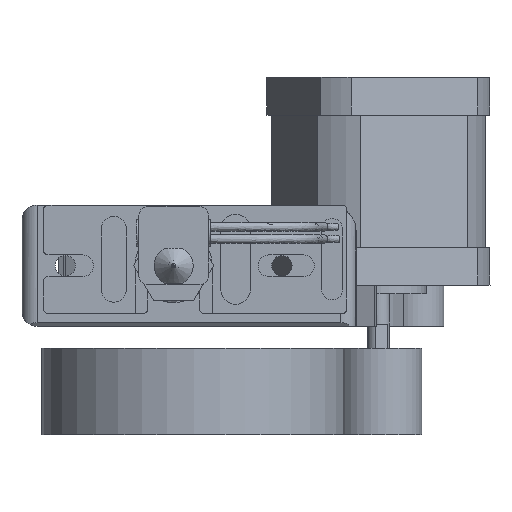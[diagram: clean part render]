
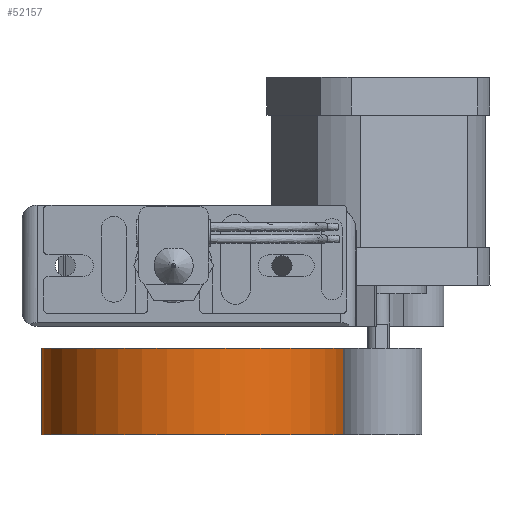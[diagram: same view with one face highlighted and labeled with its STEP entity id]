
A CAD part, front view. The second image highlights one B-rep face of the part: STEP entity #52157.
In plain terms, the highlighted cylindrical face has radius 35 mm (diameter 70 mm), a full revolution.
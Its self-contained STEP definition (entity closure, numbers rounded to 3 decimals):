
#52157 = ADVANCED_FACE('',(#52158),#52171,.T.);
#52158 = FACE_BOUND('',#52159,.T.);
#52159 = EDGE_LOOP('',(#52160,#52194,#52217,#52244));
#52160 = ORIENTED_EDGE('',*,*,#52161,.F.);
#52161 = EDGE_CURVE('',#52162,#52162,#52164,.T.);
#52162 = VERTEX_POINT('',#52163);
#52163 = CARTESIAN_POINT('',(39.6,38.,-5.));
#52164 = SURFACE_CURVE('',#52165,(#52170,#52182),.PCURVE_S1.);
#52165 = CIRCLE('',#52166,35.);
#52166 = AXIS2_PLACEMENT_3D('',#52167,#52168,#52169);
#52167 = CARTESIAN_POINT('',(4.6,38.,-5.));
#52168 = DIRECTION('',(0.,0.,1.));
#52169 = DIRECTION('',(1.,0.,0.));
#52170 = PCURVE('',#52171,#52176);
#52171 = CYLINDRICAL_SURFACE('',#52172,35.);
#52172 = AXIS2_PLACEMENT_3D('',#52173,#52174,#52175);
#52173 = CARTESIAN_POINT('',(4.6,38.,-25.));
#52174 = DIRECTION('',(0.,0.,1.));
#52175 = DIRECTION('',(1.,0.,0.));
#52176 = DEFINITIONAL_REPRESENTATION('',(#52177),#52181);
#52177 = LINE('',#52178,#52179);
#52178 = CARTESIAN_POINT('',(0.,20.));
#52179 = VECTOR('',#52180,1.);
#52180 = DIRECTION('',(1.,0.));
#52181 = ( GEOMETRIC_REPRESENTATION_CONTEXT(2) 
PARAMETRIC_REPRESENTATION_CONTEXT() REPRESENTATION_CONTEXT('2D SPACE',''
  ) );
#52182 = PCURVE('',#52183,#52188);
#52183 = PLANE('',#52184);
#52184 = AXIS2_PLACEMENT_3D('',#52185,#52186,#52187);
#52185 = CARTESIAN_POINT('',(4.6,38.,-5.));
#52186 = DIRECTION('',(0.,0.,1.));
#52187 = DIRECTION('',(1.,0.,0.));
#52188 = DEFINITIONAL_REPRESENTATION('',(#52189),#52193);
#52189 = CIRCLE('',#52190,35.);
#52190 = AXIS2_PLACEMENT_2D('',#52191,#52192);
#52191 = CARTESIAN_POINT('',(0.,0.));
#52192 = DIRECTION('',(1.,0.));
#52193 = ( GEOMETRIC_REPRESENTATION_CONTEXT(2) 
PARAMETRIC_REPRESENTATION_CONTEXT() REPRESENTATION_CONTEXT('2D SPACE',''
  ) );
#52194 = ORIENTED_EDGE('',*,*,#52195,.F.);
#52195 = EDGE_CURVE('',#52196,#52162,#52198,.T.);
#52196 = VERTEX_POINT('',#52197);
#52197 = CARTESIAN_POINT('',(39.6,38.,-25.));
#52198 = SEAM_CURVE('',#52199,(#52203,#52210),.PCURVE_S1.);
#52199 = LINE('',#52200,#52201);
#52200 = CARTESIAN_POINT('',(39.6,38.,-25.));
#52201 = VECTOR('',#52202,1.);
#52202 = DIRECTION('',(0.,0.,1.));
#52203 = PCURVE('',#52171,#52204);
#52204 = DEFINITIONAL_REPRESENTATION('',(#52205),#52209);
#52205 = LINE('',#52206,#52207);
#52206 = CARTESIAN_POINT('',(6.283,-0.));
#52207 = VECTOR('',#52208,1.);
#52208 = DIRECTION('',(0.,1.));
#52209 = ( GEOMETRIC_REPRESENTATION_CONTEXT(2) 
PARAMETRIC_REPRESENTATION_CONTEXT() REPRESENTATION_CONTEXT('2D SPACE',''
  ) );
#52210 = PCURVE('',#52171,#52211);
#52211 = DEFINITIONAL_REPRESENTATION('',(#52212),#52216);
#52212 = LINE('',#52213,#52214);
#52213 = CARTESIAN_POINT('',(0.,-0.));
#52214 = VECTOR('',#52215,1.);
#52215 = DIRECTION('',(0.,1.));
#52216 = ( GEOMETRIC_REPRESENTATION_CONTEXT(2) 
PARAMETRIC_REPRESENTATION_CONTEXT() REPRESENTATION_CONTEXT('2D SPACE',''
  ) );
#52217 = ORIENTED_EDGE('',*,*,#52218,.T.);
#52218 = EDGE_CURVE('',#52196,#52196,#52219,.T.);
#52219 = SURFACE_CURVE('',#52220,(#52225,#52232),.PCURVE_S1.);
#52220 = CIRCLE('',#52221,35.);
#52221 = AXIS2_PLACEMENT_3D('',#52222,#52223,#52224);
#52222 = CARTESIAN_POINT('',(4.6,38.,-25.));
#52223 = DIRECTION('',(0.,0.,1.));
#52224 = DIRECTION('',(1.,0.,0.));
#52225 = PCURVE('',#52171,#52226);
#52226 = DEFINITIONAL_REPRESENTATION('',(#52227),#52231);
#52227 = LINE('',#52228,#52229);
#52228 = CARTESIAN_POINT('',(0.,0.));
#52229 = VECTOR('',#52230,1.);
#52230 = DIRECTION('',(1.,0.));
#52231 = ( GEOMETRIC_REPRESENTATION_CONTEXT(2) 
PARAMETRIC_REPRESENTATION_CONTEXT() REPRESENTATION_CONTEXT('2D SPACE',''
  ) );
#52232 = PCURVE('',#52233,#52238);
#52233 = PLANE('',#52234);
#52234 = AXIS2_PLACEMENT_3D('',#52235,#52236,#52237);
#52235 = CARTESIAN_POINT('',(4.6,38.,-25.));
#52236 = DIRECTION('',(0.,0.,1.));
#52237 = DIRECTION('',(1.,0.,0.));
#52238 = DEFINITIONAL_REPRESENTATION('',(#52239),#52243);
#52239 = CIRCLE('',#52240,35.);
#52240 = AXIS2_PLACEMENT_2D('',#52241,#52242);
#52241 = CARTESIAN_POINT('',(0.,0.));
#52242 = DIRECTION('',(1.,0.));
#52243 = ( GEOMETRIC_REPRESENTATION_CONTEXT(2) 
PARAMETRIC_REPRESENTATION_CONTEXT() REPRESENTATION_CONTEXT('2D SPACE',''
  ) );
#52244 = ORIENTED_EDGE('',*,*,#52195,.T.);
